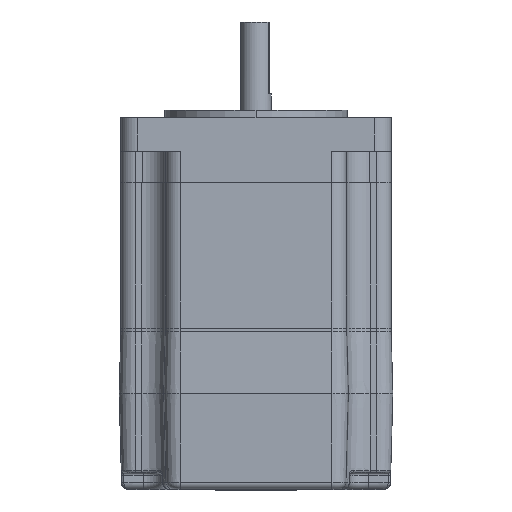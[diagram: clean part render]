
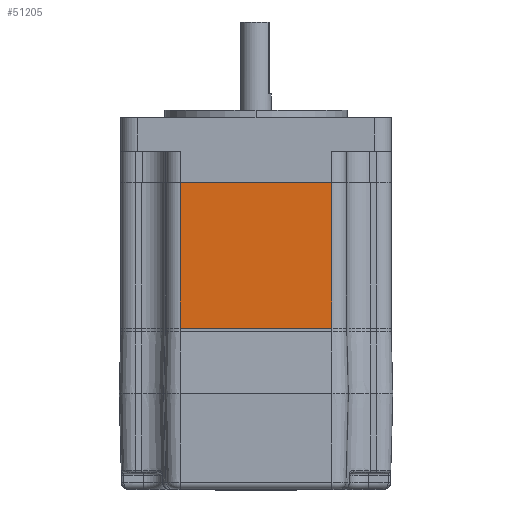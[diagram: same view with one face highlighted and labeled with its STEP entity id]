
A CAD part, top view. The second image highlights one B-rep face of the part: STEP entity #51205.
In plain terms, the highlighted face is planar.
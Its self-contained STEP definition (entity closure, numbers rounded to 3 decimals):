
#11559 = CARTESIAN_POINT ( 'NONE',  ( 253.266, 187.768, 31. ) ) ;
#11571 = CARTESIAN_POINT ( 'NONE',  ( 284.866, 187.768, 31. ) ) ;
#11683 = CARTESIAN_POINT ( 'NONE',  ( 284.866, 187.768, 0. ) ) ;
#11698 = DIRECTION ( 'NONE',  ( -1., 0., 0. ) ) ;
#11699 = VECTOR ( 'NONE', #11698, 1000. ) ;
#11700 = CARTESIAN_POINT ( 'NONE',  ( 284.866, 187.768, 31. ) ) ;
#11709 = LINE ( 'NONE', #11700, #11699 ) ;
#11735 = CARTESIAN_POINT ( 'NONE',  ( 253.266, 187.768, 0. ) ) ;
#11778 = CARTESIAN_POINT ( 'NONE',  ( 284.866, 187.768, 0. ) ) ;
#11826 = DIRECTION ( 'NONE',  ( -1., 0., 0. ) ) ;
#11827 = VECTOR ( 'NONE', #11826, 1000. ) ;
#11829 = LINE ( 'NONE', #11778, #11827 ) ;
#51205 = ADVANCED_FACE ( 'NONE', ( #58967 ), #58978, .F. ) ;
#51206 = EDGE_CURVE ( 'NONE', #63471, #63593, #58952, .T. ) ;
#51209 = EDGE_LOOP ( 'NONE', ( #51211, #51218, #51225, #51222 ) ) ;
#51211 = ORIENTED_EDGE ( 'NONE', *, *, #63702, .T. ) ;
#51218 = ORIENTED_EDGE ( 'NONE', *, *, #51206, .F. ) ;
#51222 = ORIENTED_EDGE ( 'NONE', *, *, #51233, .T. ) ;
#51225 = ORIENTED_EDGE ( 'NONE', *, *, #63568, .F. ) ;
#51233 = EDGE_CURVE ( 'NONE', #63456, #63591, #59030, .T. ) ;
#58867 = AXIS2_PLACEMENT_3D ( 'NONE', #58962, #58948, #58947 ) ;
#58875 = DIRECTION ( 'NONE',  ( 0., 0., -1. ) ) ;
#58939 = VECTOR ( 'NONE', #58875, 1000. ) ;
#58947 = DIRECTION ( 'NONE',  ( 1., 0., 0. ) ) ;
#58948 = DIRECTION ( 'NONE',  ( 0., -1., 0. ) ) ;
#58950 = CARTESIAN_POINT ( 'NONE',  ( 253.266, 187.768, 31. ) ) ;
#58952 = LINE ( 'NONE', #58950, #58939 ) ;
#58962 = CARTESIAN_POINT ( 'NONE',  ( 284.866, 187.768, 31. ) ) ;
#58967 = FACE_OUTER_BOUND ( 'NONE', #51209, .T. ) ;
#58978 = PLANE ( 'NONE',  #58867 ) ;
#59025 = DIRECTION ( 'NONE',  ( 0., 0., -1. ) ) ;
#59027 = VECTOR ( 'NONE', #59025, 1000. ) ;
#59028 = CARTESIAN_POINT ( 'NONE',  ( 284.866, 187.768, 31. ) ) ;
#59030 = LINE ( 'NONE', #59028, #59027 ) ;
#63456 = VERTEX_POINT ( 'NONE', #11571 ) ;
#63471 = VERTEX_POINT ( 'NONE', #11559 ) ;
#63568 = EDGE_CURVE ( 'NONE', #63456, #63471, #11709, .T. ) ;
#63591 = VERTEX_POINT ( 'NONE', #11683 ) ;
#63593 = VERTEX_POINT ( 'NONE', #11735 ) ;
#63702 = EDGE_CURVE ( 'NONE', #63591, #63593, #11829, .T. ) ;
